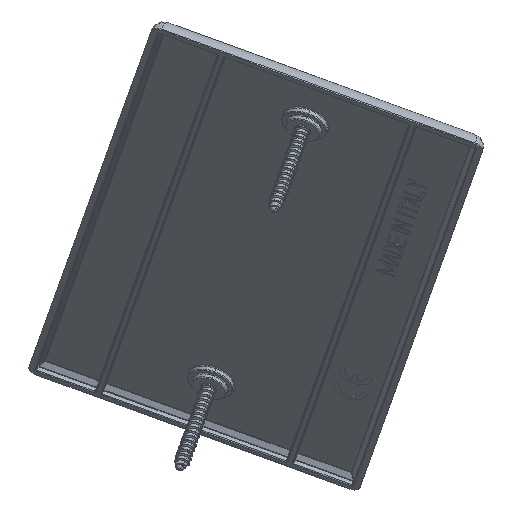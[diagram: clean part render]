
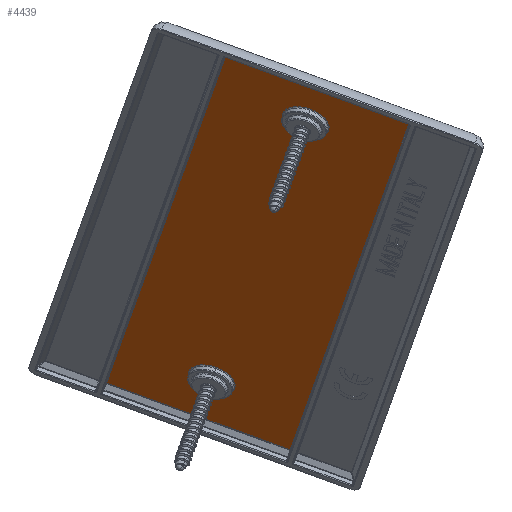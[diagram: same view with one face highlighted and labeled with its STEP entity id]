
A CAD part, left-side view. The second image highlights one B-rep face of the part: STEP entity #4439.
In plain terms, the highlighted face is planar.
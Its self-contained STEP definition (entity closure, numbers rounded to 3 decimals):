
#4364=CARTESIAN_POINT('Axis2P3D Location',(0.,0.,1.9)) ;
#4369=CARTESIAN_POINT('Line Origine',(0.,-21.303,1.9)) ;
#4373=CARTESIAN_POINT('Vertex',(69.846,-21.303,1.9)) ;
#4375=CARTESIAN_POINT('Vertex',(-69.846,-21.303,1.9)) ;
#4378=CARTESIAN_POINT('Line Origine',(69.846,0.,1.9)) ;
#4382=CARTESIAN_POINT('Vertex',(69.846,21.303,1.9)) ;
#4385=CARTESIAN_POINT('Line Origine',(0.,21.303,1.9)) ;
#4389=CARTESIAN_POINT('Vertex',(-69.846,21.303,1.9)) ;
#4392=CARTESIAN_POINT('Line Origine',(-69.846,0.,1.9)) ;
#4403=CARTESIAN_POINT('Axis2P3D Location',(-54.5,0.,1.9)) ;
#4407=CARTESIAN_POINT('Vertex',(-59.847,0.,1.9)) ;
#4409=CARTESIAN_POINT('Vertex',(-49.153,0.,1.9)) ;
#4412=CARTESIAN_POINT('Axis2P3D Location',(-54.5,0.,1.9)) ;
#4421=CARTESIAN_POINT('Axis2P3D Location',(54.5,0.,1.9)) ;
#4425=CARTESIAN_POINT('Vertex',(59.847,0.,1.9)) ;
#4427=CARTESIAN_POINT('Vertex',(49.153,0.,1.9)) ;
#4430=CARTESIAN_POINT('Axis2P3D Location',(54.5,0.,1.9)) ;
#4365=DIRECTION('Axis2P3D Direction',(0.,0.,1.)) ;
#4366=DIRECTION('Axis2P3D XDirection',(1.,0.,0.)) ;
#4370=DIRECTION('Vector Direction',(1.,0.,0.)) ;
#4379=DIRECTION('Vector Direction',(0.,1.,0.)) ;
#4386=DIRECTION('Vector Direction',(1.,0.,0.)) ;
#4393=DIRECTION('Vector Direction',(0.,1.,0.)) ;
#4404=DIRECTION('Axis2P3D Direction',(0.,0.,1.)) ;
#4413=DIRECTION('Axis2P3D Direction',(0.,0.,1.)) ;
#4422=DIRECTION('Axis2P3D Direction',(0.,0.,1.)) ;
#4431=DIRECTION('Axis2P3D Direction',(0.,0.,1.)) ;
#4367=AXIS2_PLACEMENT_3D('Plane Axis2P3D',#4364,#4365,#4366) ;
#4405=AXIS2_PLACEMENT_3D('Circle Axis2P3D',#4403,#4404,$) ;
#4414=AXIS2_PLACEMENT_3D('Circle Axis2P3D',#4412,#4413,$) ;
#4423=AXIS2_PLACEMENT_3D('Circle Axis2P3D',#4421,#4422,$) ;
#4432=AXIS2_PLACEMENT_3D('Circle Axis2P3D',#4430,#4431,$) ;
#4398=ORIENTED_EDGE('',*,*,#4377,.F.) ;
#4399=ORIENTED_EDGE('',*,*,#4384,.T.) ;
#4400=ORIENTED_EDGE('',*,*,#4391,.F.) ;
#4401=ORIENTED_EDGE('',*,*,#4396,.F.) ;
#4418=ORIENTED_EDGE('',*,*,#4411,.T.) ;
#4419=ORIENTED_EDGE('',*,*,#4416,.T.) ;
#4436=ORIENTED_EDGE('',*,*,#4429,.F.) ;
#4437=ORIENTED_EDGE('',*,*,#4434,.F.) ;
#4420=FACE_BOUND('',#4417,.T.) ;
#4438=FACE_BOUND('',#4435,.T.) ;
#4371=VECTOR('Line Direction',#4370,1.) ;
#4380=VECTOR('Line Direction',#4379,1.) ;
#4387=VECTOR('Line Direction',#4386,1.) ;
#4394=VECTOR('Line Direction',#4393,1.) ;
#4439=ADVANCED_FACE('PartBody',(#4402,#4420,#4438),#4368,.T.) ;
#4406=CIRCLE('generated circle',#4405,5.347) ;
#4415=CIRCLE('generated circle',#4414,5.347) ;
#4424=CIRCLE('generated circle',#4423,5.347) ;
#4433=CIRCLE('generated circle',#4432,5.347) ;
#4377=EDGE_CURVE('',#4374,#4376,#4372,.F.) ;
#4384=EDGE_CURVE('',#4374,#4383,#4381,.T.) ;
#4391=EDGE_CURVE('',#4390,#4383,#4388,.T.) ;
#4396=EDGE_CURVE('',#4376,#4390,#4395,.T.) ;
#4411=EDGE_CURVE('',#4408,#4410,#4406,.F.) ;
#4416=EDGE_CURVE('',#4410,#4408,#4415,.F.) ;
#4429=EDGE_CURVE('',#4426,#4428,#4424,.T.) ;
#4434=EDGE_CURVE('',#4428,#4426,#4433,.T.) ;
#4397=EDGE_LOOP('',(#4398,#4399,#4400,#4401)) ;
#4417=EDGE_LOOP('',(#4418,#4419)) ;
#4435=EDGE_LOOP('',(#4436,#4437)) ;
#4402=FACE_OUTER_BOUND('',#4397,.T.) ;
#4372=LINE('Line',#4369,#4371) ;
#4381=LINE('Line',#4378,#4380) ;
#4388=LINE('Line',#4385,#4387) ;
#4395=LINE('Line',#4392,#4394) ;
#4368=PLANE('',#4367) ;
#4374=VERTEX_POINT('',#4373) ;
#4376=VERTEX_POINT('',#4375) ;
#4383=VERTEX_POINT('',#4382) ;
#4390=VERTEX_POINT('',#4389) ;
#4408=VERTEX_POINT('',#4407) ;
#4410=VERTEX_POINT('',#4409) ;
#4426=VERTEX_POINT('',#4425) ;
#4428=VERTEX_POINT('',#4427) ;
